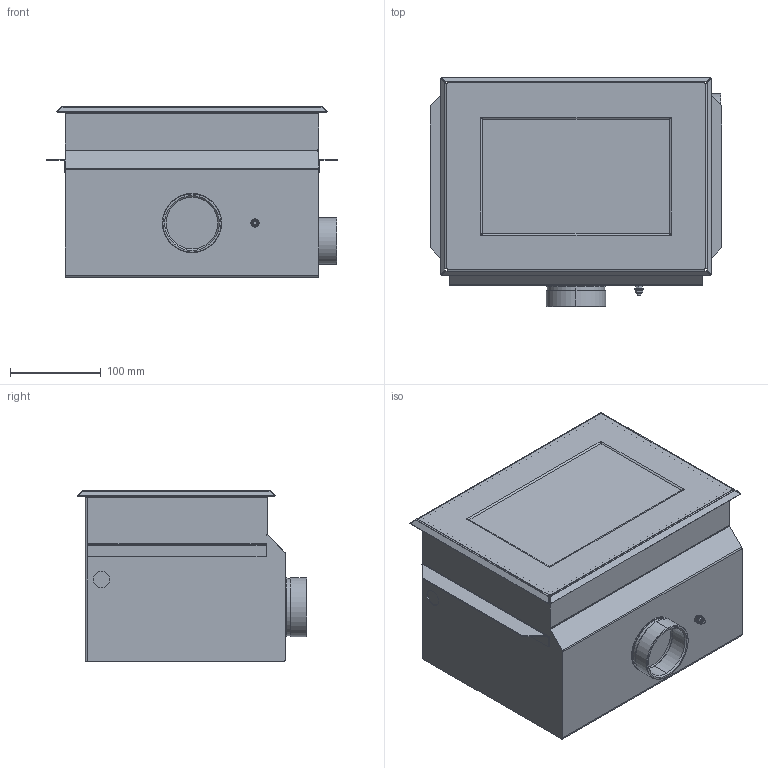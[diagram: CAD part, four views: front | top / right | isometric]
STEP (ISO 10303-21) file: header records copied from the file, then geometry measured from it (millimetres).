
FILE_DESCRIPTION (( 'STEP AP203' ), '1' );
FILE_NAME ('ÑÊ.50.0.000.00.000ÑÁ - Ñêèììåð.STEP', '2025-09-30T11:32:33', ( '' ), ( '' ), 'SwSTEP 2.0', 'SolidWorks 2022', '' );
FILE_SCHEMA (( 'CONFIG_CONTROL_DESIGN' ));
Length unit declared in the file: millimetre
Products named in the file (1): СК.50.0.000.00.000СБ - Скиммер
Bounding box: 320.5 x 252.54 x 187.7 mm (x, y, z)
Volume: 11201929.4 mm3; surface area: 373995.8 mm2
Topology: 9 solids, 11 shells, 363 faces, 806 edges, 510 vertices
Faces by surface type: plane 204, cylinder 127, cone 20, bspline 12
Entity records: 10553 total; most frequent: CARTESIAN_POINT 2352, DIRECTION 1714, ORIENTED_EDGE 1612, EDGE_CURVE 806, AXIS2_PLACEMENT_3D 620, VERTEX_POINT 510, LINE 474, VECTOR 474
